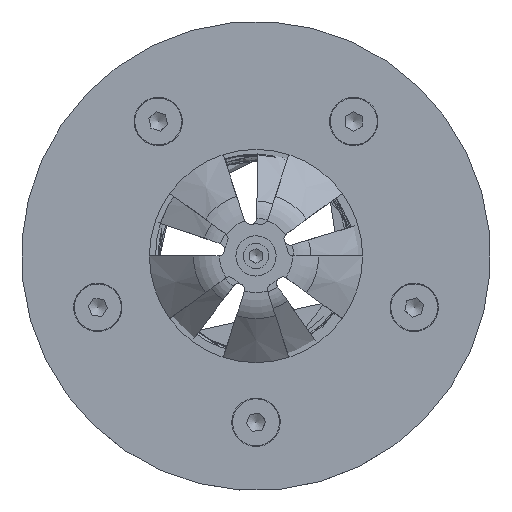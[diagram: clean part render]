
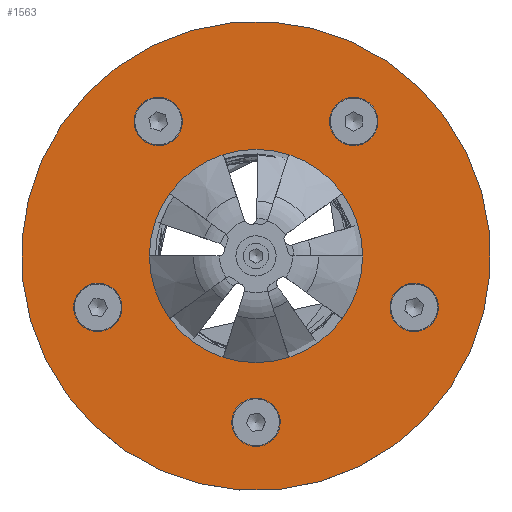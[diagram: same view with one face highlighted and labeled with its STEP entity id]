
A CAD part, top view. The second image highlights one B-rep face of the part: STEP entity #1563.
In plain terms, the highlighted planar face has unit normal (0, 0, 1).
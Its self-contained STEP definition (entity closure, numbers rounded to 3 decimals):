
#1563=ADVANCED_FACE('',(#13380,#13382,#13384,#13386,#13388,#13390,#13392),#13394,
.T.);
#13380=FACE_BOUND('',#13381,.T.);
#13381=EDGE_LOOP('',(#16168));
#13382=FACE_BOUND('',#13383,.T.);
#13383=EDGE_LOOP('',(#16169,#16170,#16171,#16172,#16173,#16174,#16175,#16176,#16177,
#16178));
#13384=FACE_BOUND('',#13385,.T.);
#13385=EDGE_LOOP('',(#16179));
#13386=FACE_BOUND('',#13387,.T.);
#13387=EDGE_LOOP('',(#16180));
#13388=FACE_BOUND('',#13389,.T.);
#13389=EDGE_LOOP('',(#16181));
#13390=FACE_BOUND('',#13391,.T.);
#13391=EDGE_LOOP('',(#16182));
#13392=FACE_BOUND('',#13393,.T.);
#13393=EDGE_LOOP('',(#16183));
#13394=PLANE('',#13395);
#13395=AXIS2_PLACEMENT_3D('',#13396,#13397,#13398);
#13396=CARTESIAN_POINT('',(0.,0.,3.));
#13397=DIRECTION('',(0.,0.,1.));
#13398=DIRECTION('',(-1.,0.,0.));
#16168=ORIENTED_EDGE('',*,*,#17188,.T.);
#16169=ORIENTED_EDGE('',*,*,#17199,.F.);
#16170=ORIENTED_EDGE('',*,*,#17192,.T.);
#16171=ORIENTED_EDGE('',*,*,#17214,.F.);
#16172=ORIENTED_EDGE('',*,*,#17191,.T.);
#16173=ORIENTED_EDGE('',*,*,#17225,.F.);
#16174=ORIENTED_EDGE('',*,*,#17190,.T.);
#16175=ORIENTED_EDGE('',*,*,#17236,.F.);
#16176=ORIENTED_EDGE('',*,*,#17189,.T.);
#16177=ORIENTED_EDGE('',*,*,#17250,.F.);
#16178=ORIENTED_EDGE('',*,*,#17193,.T.);
#16179=ORIENTED_EDGE('',*,*,#17260,.T.);
#16180=ORIENTED_EDGE('',*,*,#17261,.T.);
#16181=ORIENTED_EDGE('',*,*,#17262,.T.);
#16182=ORIENTED_EDGE('',*,*,#17263,.T.);
#16183=ORIENTED_EDGE('',*,*,#17264,.T.);
#17188=EDGE_CURVE('',#17979,#17979,#17980,.T.);
#17189=EDGE_CURVE('',#17914,#17941,#17981,.F.);
#17190=EDGE_CURVE('',#17894,#17911,#17982,.F.);
#17191=EDGE_CURVE('',#17874,#17891,#17983,.F.);
#17192=EDGE_CURVE('',#17854,#17871,#17984,.F.);
#17193=EDGE_CURVE('',#17944,#17931,#17985,.F.);
#17199=EDGE_CURVE('',#17854,#17931,#17996,.T.);
#17214=EDGE_CURVE('',#17874,#17871,#18019,.T.);
#17225=EDGE_CURVE('',#17894,#17891,#18036,.T.);
#17236=EDGE_CURVE('',#17914,#17911,#18053,.T.);
#17250=EDGE_CURVE('',#17944,#17941,#18075,.T.);
#17260=EDGE_CURVE('',#18088,#18088,#18089,.F.);
#17261=EDGE_CURVE('',#18090,#18090,#18091,.F.);
#17262=EDGE_CURVE('',#18092,#18092,#18093,.F.);
#17263=EDGE_CURVE('',#18094,#18094,#18095,.F.);
#17264=EDGE_CURVE('',#18096,#18096,#18097,.F.);
#17854=VERTEX_POINT('',#22466);
#17871=VERTEX_POINT('',#22509);
#17874=VERTEX_POINT('',#22516);
#17891=VERTEX_POINT('',#22559);
#17894=VERTEX_POINT('',#22566);
#17911=VERTEX_POINT('',#22609);
#17914=VERTEX_POINT('',#22616);
#17931=VERTEX_POINT('',#22659);
#17941=VERTEX_POINT('',#22684);
#17944=VERTEX_POINT('',#22691);
#17979=VERTEX_POINT('',#22816);
#17980=CIRCLE('',#22817,55.);
#17981=CIRCLE('',#22821,25.);
#17982=CIRCLE('',#22825,25.);
#17983=CIRCLE('',#22829,25.);
#17984=CIRCLE('',#22833,25.);
#17985=CIRCLE('',#22837,25.);
#17996=CIRCLE('',#22866,25.);
#18019=CIRCLE('',#22954,25.);
#18036=CIRCLE('',#23015,25.);
#18053=CIRCLE('',#23074,25.);
#18075=CIRCLE('',#23150,25.);
#18088=VERTEX_POINT('',#23192);
#18089=CIRCLE('',#23193,5.5);
#18090=VERTEX_POINT('',#23197);
#18091=CIRCLE('',#23198,5.5);
#18092=VERTEX_POINT('',#23202);
#18093=CIRCLE('',#23203,5.5);
#18094=VERTEX_POINT('',#23207);
#18095=CIRCLE('',#23208,5.5);
#18096=VERTEX_POINT('',#23212);
#18097=CIRCLE('',#23213,5.5);
#22466=CARTESIAN_POINT('',(-25.,0.,3.));
#22509=CARTESIAN_POINT('',(-20.225,14.695,3.));
#22516=CARTESIAN_POINT('',(-7.725,23.776,3.));
#22559=CARTESIAN_POINT('',(7.725,23.776,3.));
#22566=CARTESIAN_POINT('',(20.225,14.695,3.));
#22609=CARTESIAN_POINT('',(25.,0.,3.));
#22616=CARTESIAN_POINT('',(20.225,-14.695,3.));
#22659=CARTESIAN_POINT('',(-20.225,-14.695,3.));
#22684=CARTESIAN_POINT('',(7.725,-23.776,3.));
#22691=CARTESIAN_POINT('',(-7.725,-23.776,3.));
#22816=CARTESIAN_POINT('',(-55.,0.,3.));
#22817=AXIS2_PLACEMENT_3D('',#22818,#22819,#22820);
#22818=CARTESIAN_POINT('',(0.,0.,3.));
#22819=DIRECTION('',(0.,0.,1.));
#22820=DIRECTION('',(-1.,0.,0.));
#22821=AXIS2_PLACEMENT_3D('',#22822,#22823,#22824);
#22822=CARTESIAN_POINT('',(0.,0.,3.));
#22823=DIRECTION('',(0.,0.,1.));
#22824=DIRECTION('',(0.309,-0.951,0.));
#22825=AXIS2_PLACEMENT_3D('',#22826,#22827,#22828);
#22826=CARTESIAN_POINT('',(0.,0.,3.));
#22827=DIRECTION('',(0.,0.,1.));
#22828=DIRECTION('',(1.,0.,0.));
#22829=AXIS2_PLACEMENT_3D('',#22830,#22831,#22832);
#22830=CARTESIAN_POINT('',(0.,0.,3.));
#22831=DIRECTION('',(0.,0.,1.));
#22832=DIRECTION('',(0.309,0.951,0.));
#22833=AXIS2_PLACEMENT_3D('',#22834,#22835,#22836);
#22834=CARTESIAN_POINT('',(0.,0.,3.));
#22835=DIRECTION('',(0.,0.,1.));
#22836=DIRECTION('',(-0.809,0.588,0.));
#22837=AXIS2_PLACEMENT_3D('',#22838,#22839,#22840);
#22838=CARTESIAN_POINT('',(0.,0.,3.));
#22839=DIRECTION('',(0.,0.,1.));
#22840=DIRECTION('',(-0.809,-0.588,0.));
#22866=AXIS2_PLACEMENT_3D('',#22867,#22868,#22869);
#22867=CARTESIAN_POINT('',(0.,0.,3.));
#22868=DIRECTION('',(0.,0.,1.));
#22869=DIRECTION('',(-1.,0.,0.));
#22954=AXIS2_PLACEMENT_3D('',#22955,#22956,#22957);
#22955=CARTESIAN_POINT('',(0.,0.,3.));
#22956=DIRECTION('',(0.,0.,1.));
#22957=DIRECTION('',(-0.309,0.951,0.));
#23015=AXIS2_PLACEMENT_3D('',#23016,#23017,#23018);
#23016=CARTESIAN_POINT('',(0.,0.,3.));
#23017=DIRECTION('',(0.,0.,1.));
#23018=DIRECTION('',(0.809,0.588,0.));
#23074=AXIS2_PLACEMENT_3D('',#23075,#23076,#23077);
#23075=CARTESIAN_POINT('',(0.,0.,3.));
#23076=DIRECTION('',(0.,0.,1.));
#23077=DIRECTION('',(0.809,-0.588,0.));
#23150=AXIS2_PLACEMENT_3D('',#23151,#23152,#23153);
#23151=CARTESIAN_POINT('',(0.,0.,3.));
#23152=DIRECTION('',(0.,0.,1.));
#23153=DIRECTION('',(-0.309,-0.951,0.));
#23192=CARTESIAN_POINT('',(31.591,-12.052,3.));
#23193=AXIS2_PLACEMENT_3D('',#23194,#23195,#23196);
#23194=CARTESIAN_POINT('',(37.091,-12.052,3.));
#23195=DIRECTION('',(0.,0.,1.));
#23196=DIRECTION('',(-1.,0.,0.));
#23197=CARTESIAN_POINT('',(-28.424,31.552,3.));
#23198=AXIS2_PLACEMENT_3D('',#23199,#23200,#23201);
#23199=CARTESIAN_POINT('',(-22.924,31.552,3.));
#23200=DIRECTION('',(0.,0.,1.));
#23201=DIRECTION('',(-1.,0.,0.));
#23202=CARTESIAN_POINT('',(-5.5,-39.,3.));
#23203=AXIS2_PLACEMENT_3D('',#23204,#23205,#23206);
#23204=CARTESIAN_POINT('',(0.,-39.,3.));
#23205=DIRECTION('',(0.,0.,1.));
#23206=DIRECTION('',(-1.,0.,0.));
#23207=CARTESIAN_POINT('',(-42.591,-12.052,3.));
#23208=AXIS2_PLACEMENT_3D('',#23209,#23210,#23211);
#23209=CARTESIAN_POINT('',(-37.091,-12.052,3.));
#23210=DIRECTION('',(0.,0.,1.));
#23211=DIRECTION('',(-1.,0.,0.));
#23212=CARTESIAN_POINT('',(17.424,31.552,3.));
#23213=AXIS2_PLACEMENT_3D('',#23214,#23215,#23216);
#23214=CARTESIAN_POINT('',(22.924,31.552,3.));
#23215=DIRECTION('',(0.,0.,1.));
#23216=DIRECTION('',(-1.,0.,0.));
